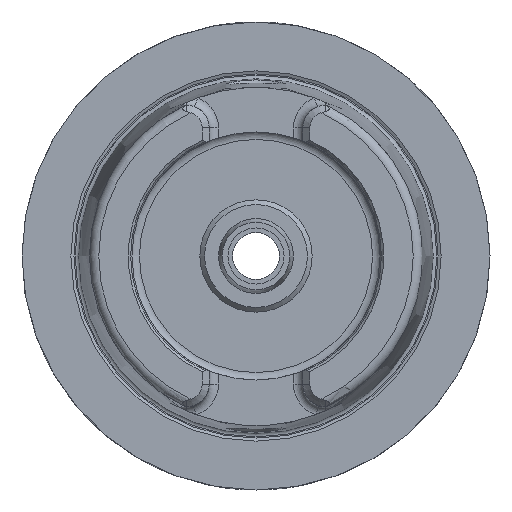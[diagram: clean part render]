
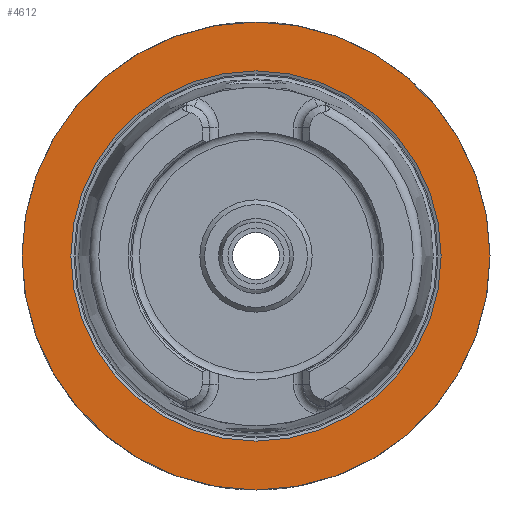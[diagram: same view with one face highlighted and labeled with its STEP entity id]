
A CAD part, left-side view. The second image highlights one B-rep face of the part: STEP entity #4612.
In plain terms, the highlighted planar face has unit normal (-1, 0, 0).
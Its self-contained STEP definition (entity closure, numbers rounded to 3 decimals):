
#3798=CARTESIAN_POINT('',(0.,50.0,0.0));
#3799=VERTEX_POINT('',#3798);
#3800=CARTESIAN_POINT('',(0.,0.,0.0));
#3801=DIRECTION('',(1.0,0.0,0.0));
#3802=DIRECTION('',(0.0,1.0,0.0));
#3803=AXIS2_PLACEMENT_3D('',#3800,#3801,#3802);
#3804=CIRCLE('',#3803,50.0);
#3805=EDGE_CURVE('',#3799,#3799,#3804,.T.);
#4586=CARTESIAN_POINT('',(0.,39.55,0.0));
#4587=VERTEX_POINT('',#4586);
#4588=CARTESIAN_POINT('',(0.,0.,0.0));
#4589=DIRECTION('',(1.0,0.0,0.0));
#4590=DIRECTION('',(0.0,1.0,0.0));
#4591=AXIS2_PLACEMENT_3D('',#4588,#4589,#4590);
#4592=CIRCLE('',#4591,39.55);
#4593=EDGE_CURVE('',#4587,#4587,#4592,.T.);
#4601=CARTESIAN_POINT('',(0.,44.775,0.0));
#4602=DIRECTION('',(-1.0,0.0,0.0));
#4603=DIRECTION('',(0.0,0.0,1.0));
#4604=AXIS2_PLACEMENT_3D('',#4601,#4602,#4603);
#4605=PLANE('',#4604);
#4606=ORIENTED_EDGE('',*,*,#3805,.F.);
#4607=EDGE_LOOP('',(#4606));
#4608=FACE_OUTER_BOUND('',#4607,.T.);
#4609=ORIENTED_EDGE('',*,*,#4593,.T.);
#4610=EDGE_LOOP('',(#4609));
#4611=FACE_BOUND('',#4610,.T.);
#4612=ADVANCED_FACE('',(#4608,#4611),#4605,.T.);
